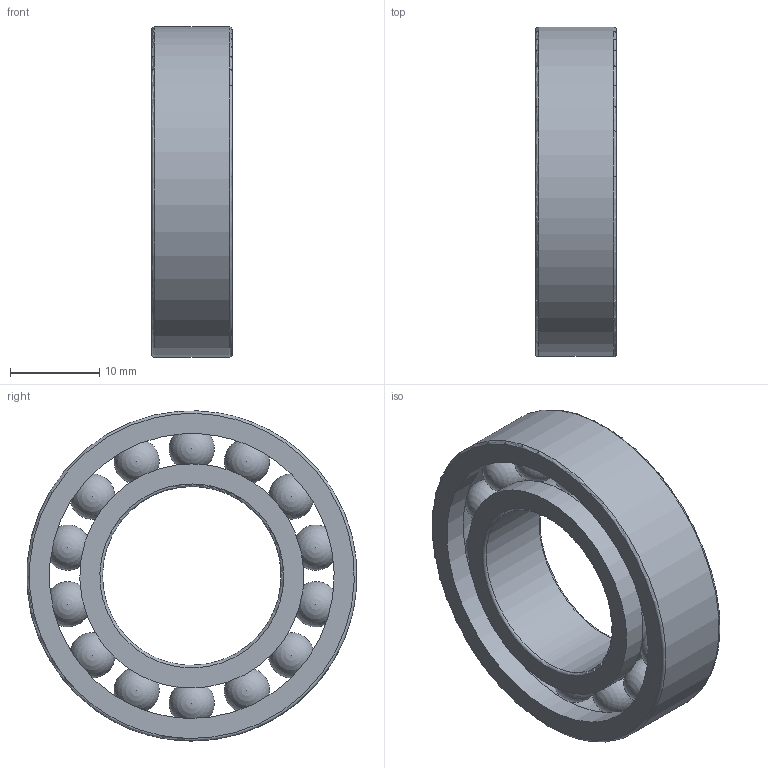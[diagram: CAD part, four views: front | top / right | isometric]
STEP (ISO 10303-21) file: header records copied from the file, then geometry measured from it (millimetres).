
FILE_DESCRIPTION(('FreeCAD Model'),'2;1');
FILE_NAME('bearing_20x37x9.stp', '2020-12-09T14:58:36',('Author'),(''), 'Open CASCADE STEP processor 7.4','FreeCAD','Unknown');
FILE_SCHEMA(('AUTOMOTIVE_DESIGN { 1 0 10303 214 1 1 1 1 }'));
Length unit declared in the file: millimetre
Products named in the file (17): Bearing_20x37x9; Ball; Outer_Ring; Inner_Ring
Assembly tree (16 placements, depth 2):
  Bearing_20x37x9
    Ball
    Ball
    Ball
    Ball
    Ball
    Ball
    Ball
    Ball
    Ball
    Ball
    Ball
    Ball
    Ball
    Ball
    Outer_Ring
    Inner_Ring
Bounding box: 9 x 36.93 x 36.98 mm (x, y, z)
Volume: 4679.3 mm3; surface area: 5325.1 mm2
Topology: 16 solids, 16 shells, 30 faces, 70 edges, 44 vertices
Faces by surface type: sphere 14, torus 6, cylinder 6, plane 4
Full cylindrical faces by diameter (mm): 20 x1, 25.1 x2, 31.9 x2, 37 x1
Entity records: 2015 total; most frequent: CARTESIAN_POINT 932, DIRECTION 132, ORIENTED_EDGE 56, PCURVE 56, DEFINITIONAL_REPRESENTATION 56, AXIS2_PLACEMENT_3D 52, FACE_BOUND 34, PRODUCT_DEFINITION_SHAPE 33
